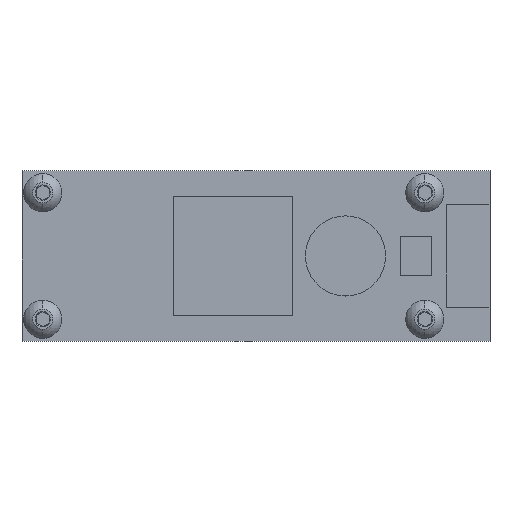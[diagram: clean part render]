
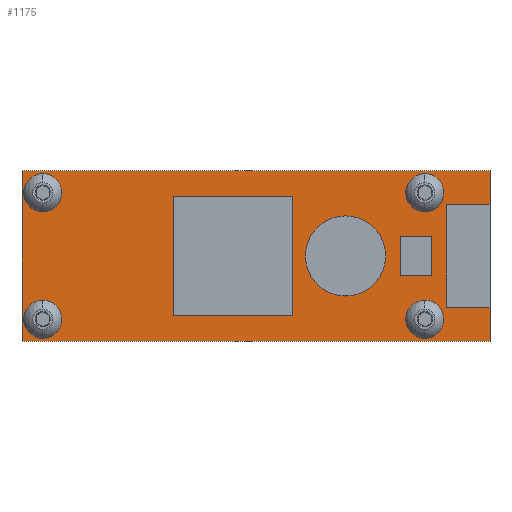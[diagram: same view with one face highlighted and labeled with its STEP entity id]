
A CAD part, top view. The second image highlights one B-rep face of the part: STEP entity #1175.
In plain terms, the highlighted face is planar.
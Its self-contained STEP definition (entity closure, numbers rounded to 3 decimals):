
#814=FACE_BOUND('',#1476,.T.);
#815=FACE_BOUND('',#1477,.T.);
#816=FACE_BOUND('',#1478,.T.);
#817=FACE_BOUND('',#1479,.T.);
#818=FACE_BOUND('',#1480,.T.);
#819=FACE_BOUND('',#1481,.T.);
#842=CIRCLE('',#3007,1.5);
#843=CIRCLE('',#3008,1.5);
#844=CIRCLE('',#3009,1.5);
#845=CIRCLE('',#3010,1.5);
#1175=ADVANCED_FACE('',(#814,#815,#816,#817,#818,#819),#1306,.T.);
#1306=PLANE('',#3011);
#1476=EDGE_LOOP('',(#1658));
#1477=EDGE_LOOP('',(#1659));
#1478=EDGE_LOOP('',(#1660,#1661,#1662,#1663));
#1479=EDGE_LOOP('',(#1664));
#1480=EDGE_LOOP('',(#1665));
#1481=EDGE_LOOP('',(#1666,#1667,#1668,#1669));
#1658=ORIENTED_EDGE('',*,*,#2457,.T.);
#1659=ORIENTED_EDGE('',*,*,#2458,.T.);
#1660=ORIENTED_EDGE('',*,*,#2459,.F.);
#1661=ORIENTED_EDGE('',*,*,#2460,.F.);
#1662=ORIENTED_EDGE('',*,*,#2461,.F.);
#1663=ORIENTED_EDGE('',*,*,#2462,.F.);
#1664=ORIENTED_EDGE('',*,*,#2463,.T.);
#1665=ORIENTED_EDGE('',*,*,#2464,.T.);
#1666=ORIENTED_EDGE('',*,*,#2441,.T.);
#1667=ORIENTED_EDGE('',*,*,#2445,.T.);
#1668=ORIENTED_EDGE('',*,*,#2448,.T.);
#1669=ORIENTED_EDGE('',*,*,#2451,.T.);
#2238=VERTEX_POINT('',#3718);
#2239=VERTEX_POINT('',#3719);
#2242=VERTEX_POINT('',#3727);
#2244=VERTEX_POINT('',#3733);
#2250=VERTEX_POINT('',#3751);
#2251=VERTEX_POINT('',#3753);
#2252=VERTEX_POINT('',#3755);
#2253=VERTEX_POINT('',#3756);
#2254=VERTEX_POINT('',#3758);
#2255=VERTEX_POINT('',#3760);
#2256=VERTEX_POINT('',#3763);
#2257=VERTEX_POINT('',#3765);
#2441=EDGE_CURVE('',#2238,#2239,#2751,.T.);
#2445=EDGE_CURVE('',#2239,#2242,#2755,.T.);
#2448=EDGE_CURVE('',#2242,#2244,#2758,.T.);
#2451=EDGE_CURVE('',#2244,#2238,#2761,.T.);
#2457=EDGE_CURVE('',#2250,#2250,#842,.T.);
#2458=EDGE_CURVE('',#2251,#2251,#843,.T.);
#2459=EDGE_CURVE('',#2252,#2253,#2763,.T.);
#2460=EDGE_CURVE('',#2254,#2252,#2764,.T.);
#2461=EDGE_CURVE('',#2255,#2254,#2765,.T.);
#2462=EDGE_CURVE('',#2253,#2255,#2766,.T.);
#2463=EDGE_CURVE('',#2256,#2256,#844,.T.);
#2464=EDGE_CURVE('',#2257,#2257,#845,.T.);
#2751=LINE('',#3717,#2877);
#2755=LINE('',#3726,#2881);
#2758=LINE('',#3732,#2884);
#2761=LINE('',#3738,#2887);
#2763=LINE('',#3754,#2889);
#2764=LINE('',#3757,#2890);
#2765=LINE('',#3759,#2891);
#2766=LINE('',#3761,#2892);
#2877=VECTOR('',#3208,1.);
#2881=VECTOR('',#3214,1.);
#2884=VECTOR('',#3219,1.);
#2887=VECTOR('',#3224,1.);
#2889=VECTOR('',#3242,1.);
#2890=VECTOR('',#3243,1.);
#2891=VECTOR('',#3244,1.);
#2892=VECTOR('',#3245,1.);
#3007=AXIS2_PLACEMENT_3D('',#3750,#3238,#3239);
#3008=AXIS2_PLACEMENT_3D('',#3752,#3240,#3241);
#3009=AXIS2_PLACEMENT_3D('',#3762,#3246,#3247);
#3010=AXIS2_PLACEMENT_3D('',#3764,#3248,#3249);
#3011=AXIS2_PLACEMENT_3D('',#3766,#3250,#3251);
#3208=DIRECTION('',(0.,-1.,0.));
#3214=DIRECTION('',(-1.,0.,0.));
#3219=DIRECTION('',(0.,1.,0.));
#3224=DIRECTION('',(1.,0.,0.));
#3238=DIRECTION('',(0.,0.,1.));
#3239=DIRECTION('',(1.,0.,0.));
#3240=DIRECTION('',(0.,0.,1.));
#3241=DIRECTION('',(1.,0.,0.));
#3242=DIRECTION('',(0.,-1.,0.));
#3243=DIRECTION('',(1.,0.,0.));
#3244=DIRECTION('',(0.,1.,0.));
#3245=DIRECTION('',(-1.,0.,0.));
#3246=DIRECTION('',(0.,0.,1.));
#3247=DIRECTION('',(1.,0.,0.));
#3248=DIRECTION('',(0.,0.,1.));
#3249=DIRECTION('',(1.,0.,0.));
#3250=DIRECTION('',(0.,0.,-1.));
#3251=DIRECTION('',(-1.,0.,0.));
#3717=CARTESIAN_POINT('',(69.96,25.52,0.));
#3718=CARTESIAN_POINT('',(69.96,25.52,0.));
#3719=CARTESIAN_POINT('',(69.96,0.,0.));
#3726=CARTESIAN_POINT('',(69.96,0.,0.));
#3727=CARTESIAN_POINT('',(0.,0.,0.));
#3732=CARTESIAN_POINT('',(0.,0.,0.));
#3733=CARTESIAN_POINT('',(0.,25.52,0.));
#3738=CARTESIAN_POINT('',(0.,25.52,0.));
#3750=CARTESIAN_POINT('',(60.21,3.3,0.));
#3751=CARTESIAN_POINT('',(61.71,3.3,0.));
#3752=CARTESIAN_POINT('',(60.21,22.22,0.));
#3753=CARTESIAN_POINT('',(61.71,22.22,0.));
#3754=CARTESIAN_POINT('',(40.49,21.71,0.));
#3755=CARTESIAN_POINT('',(40.49,21.71,0.));
#3756=CARTESIAN_POINT('',(40.49,3.81,0.));
#3757=CARTESIAN_POINT('',(22.59,21.71,0.));
#3758=CARTESIAN_POINT('',(22.59,21.71,0.));
#3759=CARTESIAN_POINT('',(22.59,3.81,0.));
#3760=CARTESIAN_POINT('',(22.59,3.81,0.));
#3761=CARTESIAN_POINT('',(40.49,3.81,0.));
#3762=CARTESIAN_POINT('',(3.1,22.22,0.));
#3763=CARTESIAN_POINT('',(4.6,22.22,0.));
#3764=CARTESIAN_POINT('',(3.1,3.3,0.));
#3765=CARTESIAN_POINT('',(4.6,3.3,0.));
#3766=CARTESIAN_POINT('',(0.,0.,0.));
